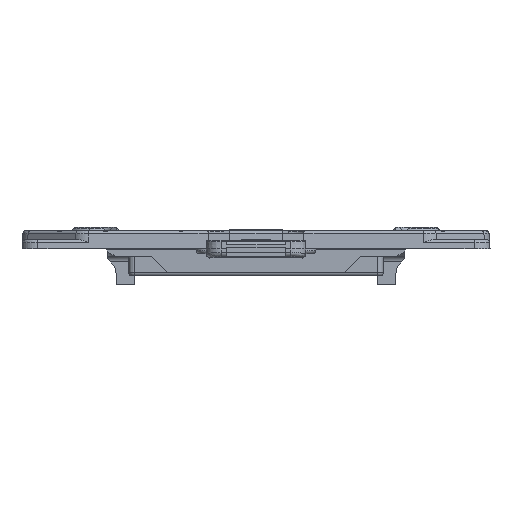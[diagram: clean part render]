
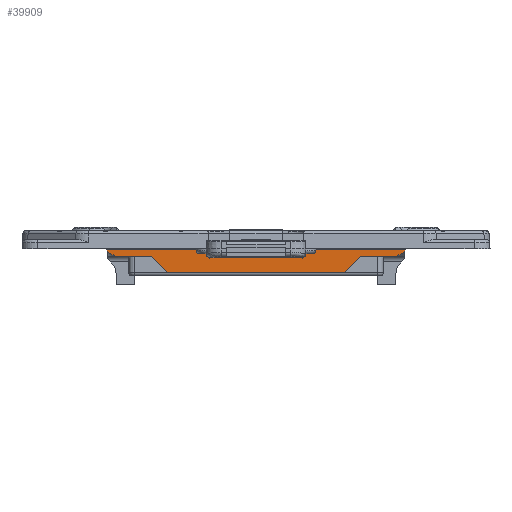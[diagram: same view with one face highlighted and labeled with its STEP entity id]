
A CAD part, left-side view. The second image highlights one B-rep face of the part: STEP entity #39909.
In plain terms, the highlighted planar face has unit normal (-1, 0, -0.018).
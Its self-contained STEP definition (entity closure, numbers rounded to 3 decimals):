
#39789=AXIS2_PLACEMENT_3D('Plane Axis2P3D',#39786,#39787,#39788) ;
#27409=CARTESIAN_POINT('Vertex',(-36.297,-24.797,-0.197)) ;
#27449=CARTESIAN_POINT('Line Origine',(-36.297,0.,-0.197)) ;
#27453=CARTESIAN_POINT('Vertex',(-36.297,24.797,-0.197)) ;
#39728=CARTESIAN_POINT('Line Origine',(-36.295,-24.795,-0.29)) ;
#39732=CARTESIAN_POINT('Vertex',(-36.293,-24.793,-0.383)) ;
#39786=CARTESIAN_POINT('Axis2P3D Location',(-36.297,0.,-0.197)) ;
#39791=CARTESIAN_POINT('Line Origine',(-36.255,-16.123,-2.55)) ;
#39795=CARTESIAN_POINT('Vertex',(-36.279,-17.473,-1.2)) ;
#39797=CARTESIAN_POINT('Vertex',(-36.232,-14.773,-3.9)) ;
#39800=CARTESIAN_POINT('Line Origine',(-36.279,-20.411,-1.2)) ;
#39804=CARTESIAN_POINT('Vertex',(-36.279,-23.349,-1.2)) ;
#39808=CARTESIAN_POINT('Control Point',(-36.279,-23.349,-1.2)) ;
#39809=CARTESIAN_POINT('Control Point',(-36.279,-23.391,-1.186)) ;
#39810=CARTESIAN_POINT('Control Point',(-36.28,-23.432,-1.172)) ;
#39811=CARTESIAN_POINT('Control Point',(-36.28,-23.473,-1.157)) ;
#39812=CARTESIAN_POINT('Control Point',(-36.282,-23.747,-1.057)) ;
#39813=CARTESIAN_POINT('Control Point',(-36.284,-24.016,-0.942)) ;
#39814=CARTESIAN_POINT('Control Point',(-36.285,-24.241,-0.835)) ;
#39815=CARTESIAN_POINT('Control Point',(-36.287,-24.461,-0.72)) ;
#39816=CARTESIAN_POINT('Control Point',(-36.29,-24.677,-0.598)) ;
#39817=CARTESIAN_POINT('Vertex',(-36.29,-24.677,-0.598)) ;
#39821=CARTESIAN_POINT('Control Point',(-36.29,-24.677,-0.598)) ;
#39822=CARTESIAN_POINT('Control Point',(-36.29,-24.69,-0.591)) ;
#39823=CARTESIAN_POINT('Control Point',(-36.29,-24.702,-0.583)) ;
#39824=CARTESIAN_POINT('Control Point',(-36.29,-24.713,-0.573)) ;
#39825=CARTESIAN_POINT('Control Point',(-36.29,-24.733,-0.553)) ;
#39826=CARTESIAN_POINT('Control Point',(-36.291,-24.75,-0.529)) ;
#39827=CARTESIAN_POINT('Control Point',(-36.291,-24.758,-0.516)) ;
#39828=CARTESIAN_POINT('Control Point',(-36.292,-24.775,-0.484)) ;
#39829=CARTESIAN_POINT('Control Point',(-36.292,-24.786,-0.449)) ;
#39830=CARTESIAN_POINT('Control Point',(-36.293,-24.79,-0.428)) ;
#39831=CARTESIAN_POINT('Control Point',(-36.293,-24.793,-0.406)) ;
#39832=CARTESIAN_POINT('Control Point',(-36.293,-24.793,-0.385)) ;
#39833=CARTESIAN_POINT('Control Point',(-36.293,-24.793,-0.384)) ;
#39834=CARTESIAN_POINT('Control Point',(-36.293,-24.793,-0.384)) ;
#39835=CARTESIAN_POINT('Control Point',(-36.293,-24.793,-0.383)) ;
#39837=CARTESIAN_POINT('Line Origine',(-36.295,24.795,-0.29)) ;
#39841=CARTESIAN_POINT('Vertex',(-36.293,24.793,-0.383)) ;
#39845=CARTESIAN_POINT('Control Point',(-36.29,24.677,-0.598)) ;
#39846=CARTESIAN_POINT('Control Point',(-36.29,24.69,-0.591)) ;
#39847=CARTESIAN_POINT('Control Point',(-36.29,24.702,-0.583)) ;
#39848=CARTESIAN_POINT('Control Point',(-36.29,24.713,-0.573)) ;
#39849=CARTESIAN_POINT('Control Point',(-36.29,24.733,-0.553)) ;
#39850=CARTESIAN_POINT('Control Point',(-36.291,24.75,-0.529)) ;
#39851=CARTESIAN_POINT('Control Point',(-36.291,24.758,-0.516)) ;
#39852=CARTESIAN_POINT('Control Point',(-36.292,24.775,-0.484)) ;
#39853=CARTESIAN_POINT('Control Point',(-36.292,24.786,-0.449)) ;
#39854=CARTESIAN_POINT('Control Point',(-36.293,24.79,-0.428)) ;
#39855=CARTESIAN_POINT('Control Point',(-36.293,24.793,-0.406)) ;
#39856=CARTESIAN_POINT('Control Point',(-36.293,24.793,-0.385)) ;
#39857=CARTESIAN_POINT('Control Point',(-36.293,24.793,-0.384)) ;
#39858=CARTESIAN_POINT('Control Point',(-36.293,24.793,-0.384)) ;
#39859=CARTESIAN_POINT('Control Point',(-36.293,24.793,-0.383)) ;
#39860=CARTESIAN_POINT('Vertex',(-36.29,24.677,-0.598)) ;
#39864=CARTESIAN_POINT('Control Point',(-36.279,23.349,-1.2)) ;
#39865=CARTESIAN_POINT('Control Point',(-36.279,23.391,-1.186)) ;
#39866=CARTESIAN_POINT('Control Point',(-36.28,23.432,-1.172)) ;
#39867=CARTESIAN_POINT('Control Point',(-36.28,23.473,-1.157)) ;
#39868=CARTESIAN_POINT('Control Point',(-36.282,23.747,-1.057)) ;
#39869=CARTESIAN_POINT('Control Point',(-36.284,24.016,-0.942)) ;
#39870=CARTESIAN_POINT('Control Point',(-36.285,24.241,-0.835)) ;
#39871=CARTESIAN_POINT('Control Point',(-36.287,24.461,-0.72)) ;
#39872=CARTESIAN_POINT('Control Point',(-36.29,24.677,-0.598)) ;
#39873=CARTESIAN_POINT('Vertex',(-36.279,23.349,-1.2)) ;
#39876=CARTESIAN_POINT('Line Origine',(-36.279,20.411,-1.2)) ;
#39880=CARTESIAN_POINT('Vertex',(-36.279,17.473,-1.2)) ;
#39883=CARTESIAN_POINT('Line Origine',(-36.255,16.123,-2.55)) ;
#39887=CARTESIAN_POINT('Vertex',(-36.232,14.773,-3.9)) ;
#39890=CARTESIAN_POINT('Line Origine',(-36.232,0.,-3.9)) ;
#27450=DIRECTION('Vector Direction',(0.,1.,0.)) ;
#39729=DIRECTION('Vector Direction',(0.017,0.017,-1.)) ;
#39787=DIRECTION('Axis2P3D Direction',(-1.,-0.,-0.017)) ;
#39788=DIRECTION('Axis2P3D XDirection',(0.017,0.,-1.)) ;
#39792=DIRECTION('Vector Direction',(0.012,0.707,-0.707)) ;
#39801=DIRECTION('Vector Direction',(0.,1.,0.)) ;
#39838=DIRECTION('Vector Direction',(0.017,-0.017,-1.)) ;
#39877=DIRECTION('Vector Direction',(0.,1.,0.)) ;
#39884=DIRECTION('Vector Direction',(0.012,-0.707,-0.707)) ;
#39891=DIRECTION('Vector Direction',(0.,1.,0.)) ;
#27451=VECTOR('Line Direction',#27450,1.) ;
#39730=VECTOR('Line Direction',#39729,1.) ;
#39793=VECTOR('Line Direction',#39792,1.) ;
#39802=VECTOR('Line Direction',#39801,1.) ;
#39839=VECTOR('Line Direction',#39838,1.) ;
#39878=VECTOR('Line Direction',#39877,1.) ;
#39885=VECTOR('Line Direction',#39884,1.) ;
#39892=VECTOR('Line Direction',#39891,1.) ;
#39896=ORIENTED_EDGE('',*,*,#39799,.F.) ;
#39897=ORIENTED_EDGE('',*,*,#39806,.F.) ;
#39898=ORIENTED_EDGE('',*,*,#39819,.T.) ;
#39899=ORIENTED_EDGE('',*,*,#39836,.T.) ;
#39900=ORIENTED_EDGE('',*,*,#39734,.F.) ;
#39901=ORIENTED_EDGE('',*,*,#27455,.F.) ;
#39902=ORIENTED_EDGE('',*,*,#39843,.T.) ;
#39903=ORIENTED_EDGE('',*,*,#39862,.F.) ;
#39904=ORIENTED_EDGE('',*,*,#39875,.F.) ;
#39905=ORIENTED_EDGE('',*,*,#39882,.F.) ;
#39906=ORIENTED_EDGE('',*,*,#39889,.T.) ;
#39907=ORIENTED_EDGE('',*,*,#39894,.F.) ;
#39909=ADVANCED_FACE('PartBody',(#39908),#39790,.T.) ;
#39807=B_SPLINE_CURVE_WITH_KNOTS('',5,(#39808,#39809,#39810,#39811,#39812,#39813,#39814,#39815,#39816),.UNSPECIFIED.,.F.,.U.,(6,3,6),(2.193,2.502,4.258),.UNSPECIFIED.) ;
#39820=B_SPLINE_CURVE_WITH_KNOTS('',5,(#39821,#39822,#39823,#39824,#39825,#39826,#39827,#39828,#39829,#39830,#39831,#39832,#39833,#39834,#39835),.UNSPECIFIED.,.F.,.U.,(6,3,3,3,6),(0.,0.098,0.206,0.363,0.367),.UNSPECIFIED.) ;
#39844=B_SPLINE_CURVE_WITH_KNOTS('',5,(#39845,#39846,#39847,#39848,#39849,#39850,#39851,#39852,#39853,#39854,#39855,#39856,#39857,#39858,#39859),.UNSPECIFIED.,.F.,.U.,(6,3,3,3,6),(0.,0.098,0.206,0.363,0.367),.UNSPECIFIED.) ;
#39863=B_SPLINE_CURVE_WITH_KNOTS('',5,(#39864,#39865,#39866,#39867,#39868,#39869,#39870,#39871,#39872),.UNSPECIFIED.,.F.,.U.,(6,3,6),(2.193,2.502,4.258),.UNSPECIFIED.) ;
#27455=EDGE_CURVE('',#27454,#27410,#27452,.F.) ;
#39734=EDGE_CURVE('',#27410,#39733,#39731,.T.) ;
#39799=EDGE_CURVE('',#39796,#39798,#39794,.T.) ;
#39806=EDGE_CURVE('',#39805,#39796,#39803,.T.) ;
#39819=EDGE_CURVE('',#39805,#39818,#39807,.T.) ;
#39836=EDGE_CURVE('',#39818,#39733,#39820,.T.) ;
#39843=EDGE_CURVE('',#27454,#39842,#39840,.T.) ;
#39862=EDGE_CURVE('',#39861,#39842,#39844,.T.) ;
#39875=EDGE_CURVE('',#39874,#39861,#39863,.T.) ;
#39882=EDGE_CURVE('',#39881,#39874,#39879,.T.) ;
#39889=EDGE_CURVE('',#39881,#39888,#39886,.T.) ;
#39894=EDGE_CURVE('',#39798,#39888,#39893,.T.) ;
#39895=EDGE_LOOP('',(#39896,#39897,#39898,#39899,#39900,#39901,#39902,#39903,#39904,#39905,#39906,#39907)) ;
#39908=FACE_OUTER_BOUND('',#39895,.T.) ;
#27452=LINE('Line',#27449,#27451) ;
#39731=LINE('Line',#39728,#39730) ;
#39794=LINE('Line',#39791,#39793) ;
#39803=LINE('Line',#39800,#39802) ;
#39840=LINE('Line',#39837,#39839) ;
#39879=LINE('Line',#39876,#39878) ;
#39886=LINE('Line',#39883,#39885) ;
#39893=LINE('Line',#39890,#39892) ;
#39790=PLANE('',#39789) ;
#27410=VERTEX_POINT('',#27409) ;
#27454=VERTEX_POINT('',#27453) ;
#39733=VERTEX_POINT('',#39732) ;
#39796=VERTEX_POINT('',#39795) ;
#39798=VERTEX_POINT('',#39797) ;
#39805=VERTEX_POINT('',#39804) ;
#39818=VERTEX_POINT('',#39817) ;
#39842=VERTEX_POINT('',#39841) ;
#39861=VERTEX_POINT('',#39860) ;
#39874=VERTEX_POINT('',#39873) ;
#39881=VERTEX_POINT('',#39880) ;
#39888=VERTEX_POINT('',#39887) ;
